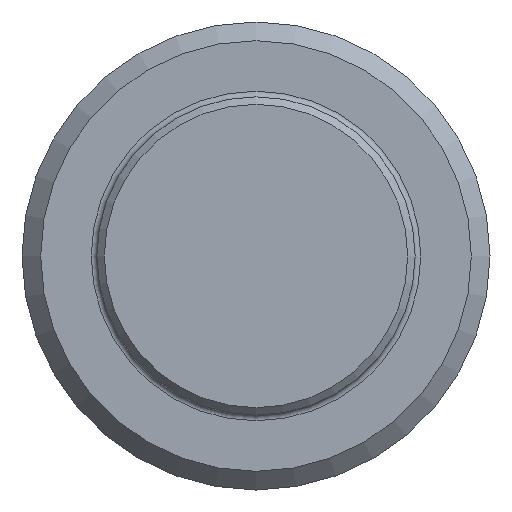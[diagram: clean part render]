
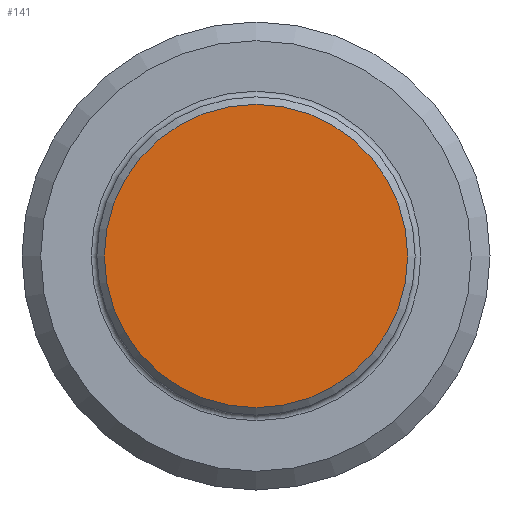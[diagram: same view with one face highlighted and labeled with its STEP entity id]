
A CAD part, left-side view. The second image highlights one B-rep face of the part: STEP entity #141.
In plain terms, the highlighted planar face has unit normal (-1, 0, 0).
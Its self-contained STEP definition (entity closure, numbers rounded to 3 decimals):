
#29=ORIENTED_EDGE('',*,*,#53,.F.);
#53=EDGE_CURVE('',#65,#65,#77,.T.);
#65=VERTEX_POINT('',#247);
#77=CIRCLE('',#168,8.1);
#89=EDGE_LOOP('',(#29));
#113=FACE_BOUND('',#89,.T.);
#137=PLANE('',#167);
#141=ADVANCED_FACE('',(#113),#137,.F.);
#167=AXIS2_PLACEMENT_3D('',#245,#194,#195);
#168=AXIS2_PLACEMENT_3D('',#246,#196,#197);
#194=DIRECTION('',(1.,0.,0.));
#195=DIRECTION('',(0.,0.,-1.));
#196=DIRECTION('',(1.,0.,0.));
#197=DIRECTION('',(0.,0.,-1.));
#245=CARTESIAN_POINT('',(-28.,0.,0.));
#246=CARTESIAN_POINT('',(-28.,0.,0.));
#247=CARTESIAN_POINT('',(-28.,0.,-8.1));
